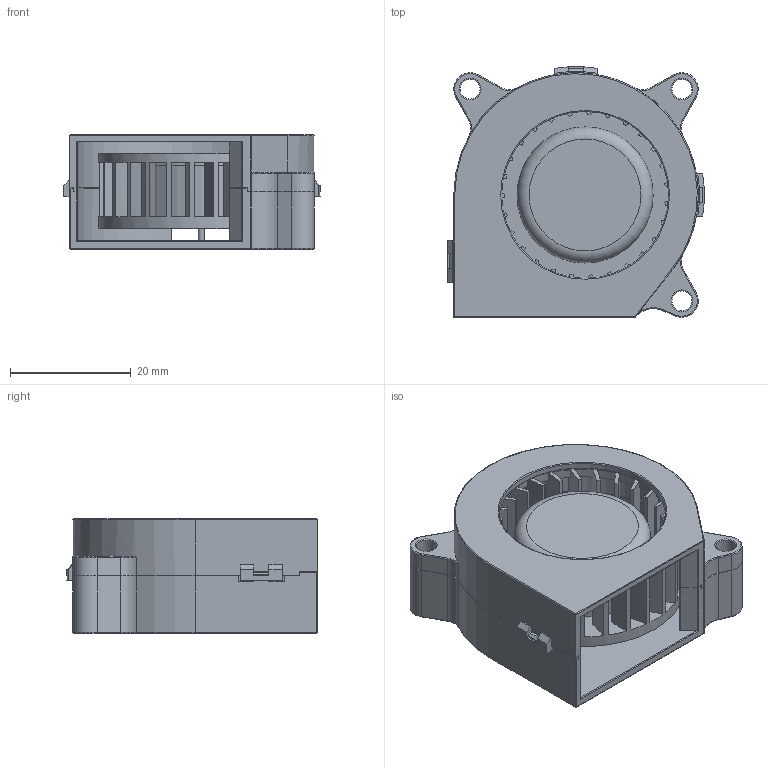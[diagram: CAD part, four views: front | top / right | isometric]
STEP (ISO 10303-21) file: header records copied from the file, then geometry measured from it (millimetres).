
FILE_DESCRIPTION(/* description */ (''),/* implementation_level */ '2;1');
FILE_NAME(/* name */ 'model.step',/* time_stamp */ '2024-03-27T00:29:55-06:00',/* author */ (''),/* organization */ (''),/* preprocessor_version */ 'ST-DEVELOPER v20',/* originating_system */ 'Autodesk Translation Framework v12.20.1.177',/* authorisation */ '');
FILE_SCHEMA (('AUTOMOTIVE_DESIGN { 1 0 10303 214 3 1 1 }'));
Length unit declared in the file: millimetre
Products named in the file (1): (Unsaved)
Bounding box: 42.42 x 41.41 x 18.95 mm (x, y, z)
Volume: 12755.4 mm3; surface area: 15250.8 mm2
Topology: 3 solids, 3 shells, 553 faces, 1576 edges, 991 vertices
Faces by surface type: cylinder 240, plane 216, torus 79, sphere 10, bspline 4, cone 4
Full cylindrical faces by diameter (mm): 1 x2, 3.3 x6, 4.5 x3, 4.52 x3, 22.5 x1, 27.6 x1, 33.8 x1
Entity records: 18518 total; most frequent: CARTESIAN_POINT 3428, DIRECTION 3379, ORIENTED_EDGE 3134, EDGE_CURVE 1567, AXIS2_PLACEMENT_3D 1289, VERTEX_POINT 991, LINE 801, VECTOR 801
